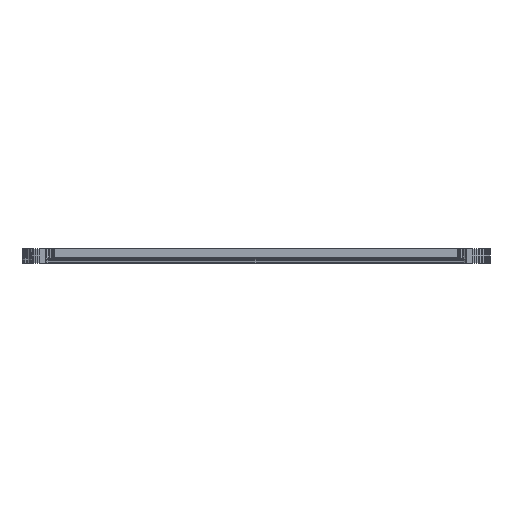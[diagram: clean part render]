
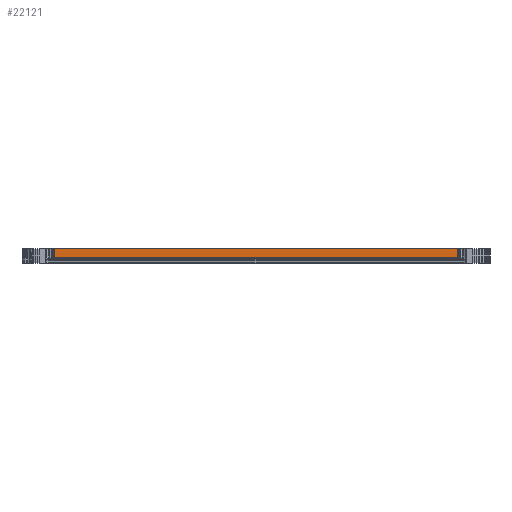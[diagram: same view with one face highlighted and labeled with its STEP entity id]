
A CAD part, front view. The second image highlights one B-rep face of the part: STEP entity #22121.
In plain terms, the highlighted planar face has unit normal (0, -1, 0).
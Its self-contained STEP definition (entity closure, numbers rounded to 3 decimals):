
#1319 = VERTEX_POINT('',#1320);
#1320 = CARTESIAN_POINT('',(-23.3,-18.477,
    1.855));
#1328 = EDGE_CURVE('',#1329,#1319,#1331,.T.);
#1329 = VERTEX_POINT('',#1330);
#1330 = CARTESIAN_POINT('',(23.3,-18.477,
    1.855));
#1331 = LINE('',#1332,#1333);
#1332 = CARTESIAN_POINT('',(23.3,-18.477,
    1.855));
#1333 = VECTOR('',#1334,1.);
#1334 = DIRECTION('',(-1.,0.,0.));
#22049 = EDGE_CURVE('',#1329,#22050,#22052,.T.);
#22050 = VERTEX_POINT('',#22051);
#22051 = CARTESIAN_POINT('',(23.3,-18.477,
    0.8));
#22052 = LINE('',#22053,#22054);
#22053 = CARTESIAN_POINT('',(23.3,-18.477,
    1.855));
#22054 = VECTOR('',#22055,1.);
#22055 = DIRECTION('',(0.,0.,-1.));
#22121 = ADVANCED_FACE('',(#22122),#22140,.T.);
#22122 = FACE_BOUND('',#22123,.T.);
#22123 = EDGE_LOOP('',(#22124,#22125,#22126,#22134));
#22124 = ORIENTED_EDGE('',*,*,#22049,.F.);
#22125 = ORIENTED_EDGE('',*,*,#1328,.T.);
#22126 = ORIENTED_EDGE('',*,*,#22127,.F.);
#22127 = EDGE_CURVE('',#22128,#1319,#22130,.T.);
#22128 = VERTEX_POINT('',#22129);
#22129 = CARTESIAN_POINT('',(-23.3,-18.477,
    0.8));
#22130 = LINE('',#22131,#22132);
#22131 = CARTESIAN_POINT('',(-23.3,-18.477,
    0.8));
#22132 = VECTOR('',#22133,1.);
#22133 = DIRECTION('',(0.,0.,1.));
#22134 = ORIENTED_EDGE('',*,*,#22135,.T.);
#22135 = EDGE_CURVE('',#22128,#22050,#22136,.T.);
#22136 = LINE('',#22137,#22138);
#22137 = CARTESIAN_POINT('',(-23.3,-18.477,
    0.8));
#22138 = VECTOR('',#22139,1.);
#22139 = DIRECTION('',(1.,0.,0.));
#22140 = PLANE('',#22141);
#22141 = AXIS2_PLACEMENT_3D('',#22142,#22143,#22144);
#22142 = CARTESIAN_POINT('',(0.,-18.477,1.327));
#22143 = DIRECTION('',(-0.,-1.,-0.));
#22144 = DIRECTION('',(0.,0.,-1.));
